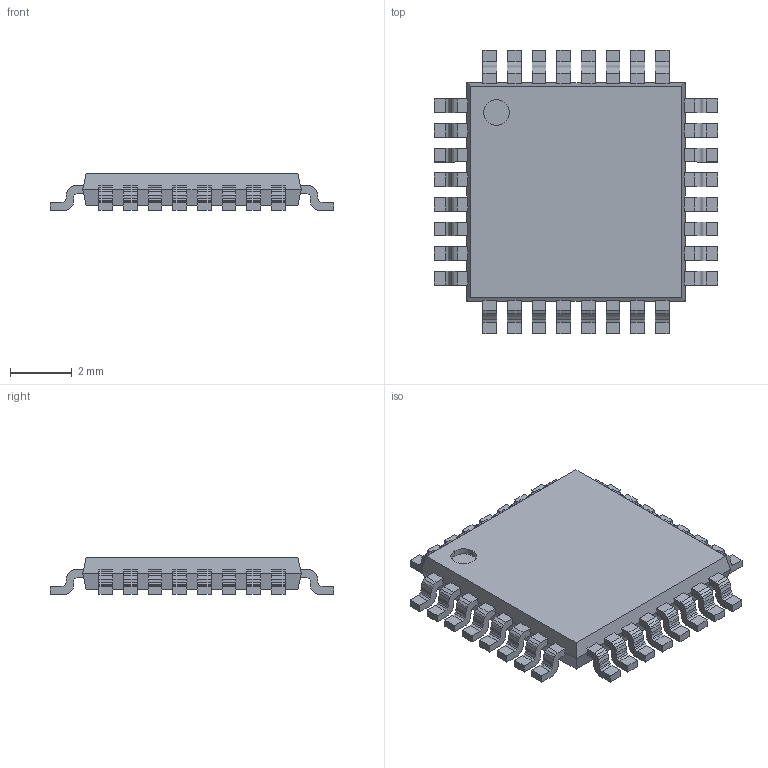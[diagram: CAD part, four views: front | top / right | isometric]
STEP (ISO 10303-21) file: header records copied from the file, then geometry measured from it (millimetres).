
FILE_DESCRIPTION (( 'STEP AP214' ), '1' );
FILE_NAME ('6C0C873D-E29E-45FA-811F-1957F406D4EA.STEP', '2007-09-13T12:50:19', ( 'sysAdmin' ), ( 'SolidWorks' ), 'SwSTEP 2.0', 'SolidWorks 2008', '' );
FILE_SCHEMA (( 'AUTOMOTIVE_DESIGN' ));
Length unit declared in the file: millimetre
Products named in the file (1): 6C0C873D-E29E-45FA-811F-1957F406D4EA
Bounding box: 9.2 x 9.2 x 1.2 mm (x, y, z)
Volume: 56.5 mm3; surface area: 197.4 mm2
Topology: 33 solids, 33 shells, 813 faces, 2234 edges, 1488 vertices
Faces by surface type: plane 811, cylinder 2
Entity records: 34514 total; most frequent: CARTESIAN_POINT 4536, ORIENTED_EDGE 4468, DIRECTION 3866, EDGE_CURVE 2234, VECTOR 2230, LINE 2230, VERTEX_POINT 1488, UNCERTAINTY_MEASURE_WITH_UNIT 847
